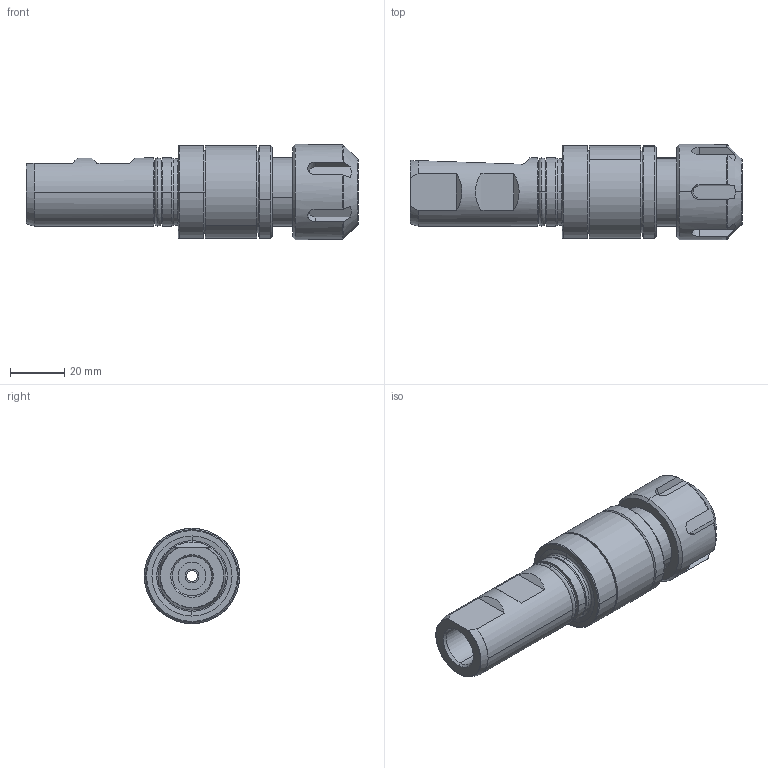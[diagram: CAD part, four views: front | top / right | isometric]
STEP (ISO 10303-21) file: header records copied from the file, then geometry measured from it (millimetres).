
FILE_DESCRIPTION (( 'STEP AP203' ), '1' );
FILE_NAME ('93GSL-D25ER20.STEP', '2021-07-30T07:18:32', ( '' ), ( '' ), 'SwSTEP 2.0', 'SolidWorks 2018', '' );
FILE_SCHEMA (( 'CONFIG_CONTROL_DESIGN' ));
Length unit declared in the file: millimetre
Products named in the file (15): PS25STCER20061; STCER20COLLETBODY; STC ER25 OUTER RING; O RING Ø29X1.4; NUTER20SEALED SLOTTED; O RING Ø20X2.5; 93GSL-D25ER20
Assembly tree (8 placements, depth 3):
  PS25STCER20061
  STCER20COLLETBODY
  STC ER25 OUTER RING
  O RING Ø29X1.4
  NUTER20SEALED SLOTTED
Bounding box: 122 x 35 x 35 mm (x, y, z)
Volume: 60258.3 mm3; surface area: 31807.1 mm2
Topology: 7 solids, 7 shells, 274 faces, 610 edges, 376 vertices
Faces by surface type: cylinder 89, plane 72, cone 62, torus 51
Entity records: 9304 total; most frequent: CARTESIAN_POINT 1746, DIRECTION 1429, ORIENTED_EDGE 1204, AXIS2_PLACEMENT_3D 617, EDGE_CURVE 602, VERTEX_POINT 372, CIRCLE 334, EDGE_LOOP 310
